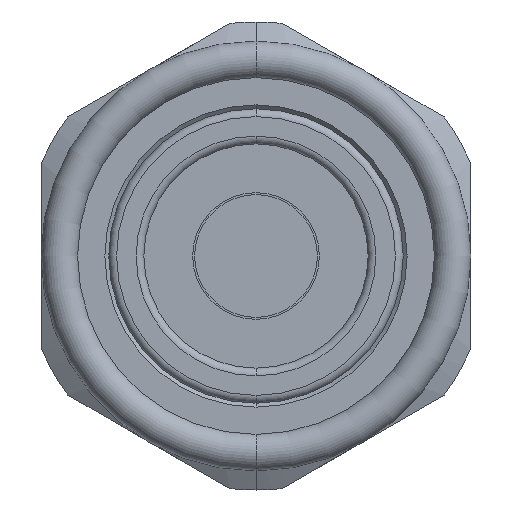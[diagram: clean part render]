
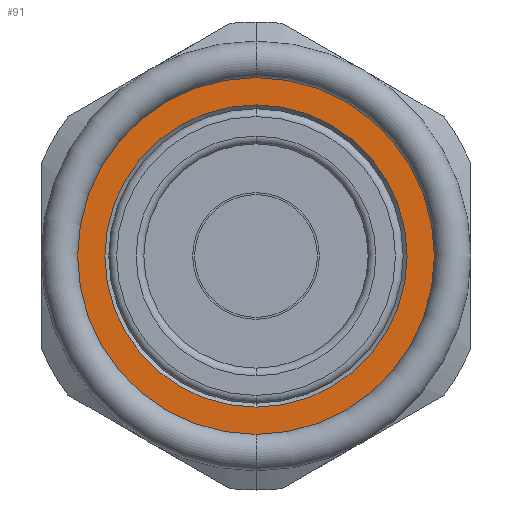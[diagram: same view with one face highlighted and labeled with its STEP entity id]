
A CAD part, left-side view. The second image highlights one B-rep face of the part: STEP entity #91.
In plain terms, the highlighted planar face has unit normal (-1, 0, 0).
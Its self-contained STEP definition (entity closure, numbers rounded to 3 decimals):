
#13 = DIRECTION ( 'NONE',  ( 0., 0., 1. ) ) ;
#91 = ADVANCED_FACE ( 'NONE', ( #303, #2397 ), #390, .T. ) ;
#133 = AXIS2_PLACEMENT_3D ( 'NONE', #1157, #1744, #13 ) ;
#167 = EDGE_CURVE ( 'NONE', #455, #366, #1720, .T. ) ;
#208 = DIRECTION ( 'NONE',  ( -1., 0., 0. ) ) ;
#227 = CIRCLE ( 'NONE', #444, 22.871 ) ;
#303 = FACE_OUTER_BOUND ( 'NONE', #1168, .T. ) ;
#366 = VERTEX_POINT ( 'NONE', #1191 ) ;
#390 = PLANE ( 'NONE',  #133 ) ;
#435 = DIRECTION ( 'NONE',  ( -1., 0., 0. ) ) ;
#436 = VERTEX_POINT ( 'NONE', #2361 ) ;
#444 = AXIS2_PLACEMENT_3D ( 'NONE', #1772, #208, #624 ) ;
#455 = VERTEX_POINT ( 'NONE', #2332 ) ;
#487 = DIRECTION ( 'NONE',  ( -1., 0., 0. ) ) ;
#624 = DIRECTION ( 'NONE',  ( 0., 0., 1. ) ) ;
#692 = EDGE_CURVE ( 'NONE', #2031, #436, #1709, .T. ) ;
#926 = EDGE_LOOP ( 'NONE', ( #2174, #1092 ) ) ;
#937 = AXIS2_PLACEMENT_3D ( 'NONE', #2029, #487, #2205 ) ;
#970 = EDGE_CURVE ( 'NONE', #436, #2031, #227, .T. ) ;
#994 = CARTESIAN_POINT ( 'NONE',  ( 10.545, 0., 0. ) ) ;
#1092 = ORIENTED_EDGE ( 'NONE', *, *, #1336, .F. ) ;
#1157 = CARTESIAN_POINT ( 'NONE',  ( 10.545, 0., 0. ) ) ;
#1168 = EDGE_LOOP ( 'NONE', ( #2035, #1698 ) ) ;
#1191 = CARTESIAN_POINT ( 'NONE',  ( 10.545, 0., -19.371 ) ) ;
#1289 = AXIS2_PLACEMENT_3D ( 'NONE', #1613, #435, #1463 ) ;
#1336 = EDGE_CURVE ( 'NONE', #366, #455, #2413, .T. ) ;
#1378 = DIRECTION ( 'NONE',  ( -1., 0., 0. ) ) ;
#1463 = DIRECTION ( 'NONE',  ( 0., 0., 1. ) ) ;
#1613 = CARTESIAN_POINT ( 'NONE',  ( 10.545, 0., 0. ) ) ;
#1698 = ORIENTED_EDGE ( 'NONE', *, *, #970, .T. ) ;
#1709 = CIRCLE ( 'NONE', #937, 22.871 ) ;
#1720 = CIRCLE ( 'NONE', #2400, 19.371 ) ;
#1744 = DIRECTION ( 'NONE',  ( -1., 0., 0. ) ) ;
#1772 = CARTESIAN_POINT ( 'NONE',  ( 10.545, 0., 0. ) ) ;
#1973 = DIRECTION ( 'NONE',  ( 0., 0., 1. ) ) ;
#2029 = CARTESIAN_POINT ( 'NONE',  ( 10.545, 0., 0. ) ) ;
#2031 = VERTEX_POINT ( 'NONE', #2418 ) ;
#2035 = ORIENTED_EDGE ( 'NONE', *, *, #692, .T. ) ;
#2174 = ORIENTED_EDGE ( 'NONE', *, *, #167, .F. ) ;
#2205 = DIRECTION ( 'NONE',  ( 0., 0., 1. ) ) ;
#2332 = CARTESIAN_POINT ( 'NONE',  ( 10.545, 0., 19.371 ) ) ;
#2361 = CARTESIAN_POINT ( 'NONE',  ( 10.545, 0., -22.871 ) ) ;
#2397 = FACE_BOUND ( 'NONE', #926, .T. ) ;
#2400 = AXIS2_PLACEMENT_3D ( 'NONE', #994, #1378, #1973 ) ;
#2413 = CIRCLE ( 'NONE', #1289, 19.371 ) ;
#2418 = CARTESIAN_POINT ( 'NONE',  ( 10.545, 0., 22.871 ) ) ;
